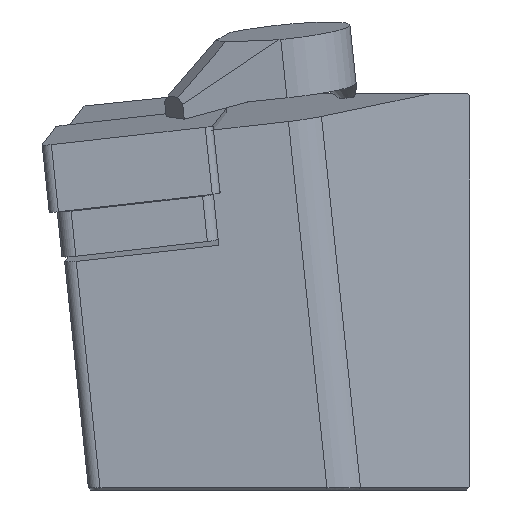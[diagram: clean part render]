
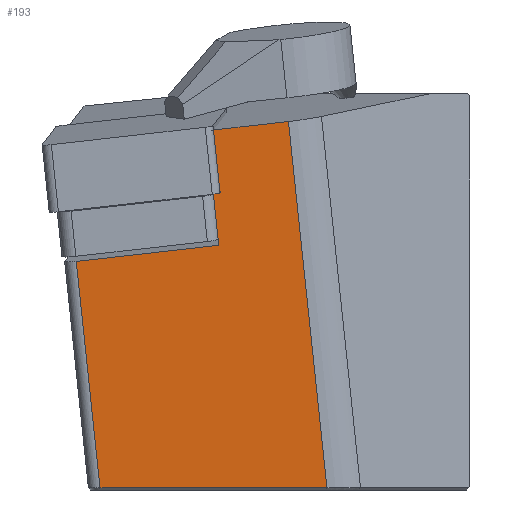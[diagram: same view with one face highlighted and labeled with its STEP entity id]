
A CAD part, left-side view. The second image highlights one B-rep face of the part: STEP entity #193.
In plain terms, the highlighted planar face has unit normal (-0.992, -0.087, -0.096).
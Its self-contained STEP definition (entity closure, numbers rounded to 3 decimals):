
#91=FACE_OUTER_BOUND('',#327,.T.);
#193=ADVANCED_FACE('',(#91),#265,.F.);
#265=PLANE('',#1324);
#327=EDGE_LOOP('',(#448,#449,#450,#451,#452,#453));
#448=ORIENTED_EDGE('',*,*,#882,.F.);
#449=ORIENTED_EDGE('',*,*,#875,.T.);
#450=ORIENTED_EDGE('',*,*,#915,.F.);
#451=ORIENTED_EDGE('',*,*,#911,.T.);
#452=ORIENTED_EDGE('',*,*,#916,.T.);
#453=ORIENTED_EDGE('',*,*,#917,.T.);
#762=VERTEX_POINT('',#1769);
#763=VERTEX_POINT('',#1770);
#768=VERTEX_POINT('',#1783);
#791=VERTEX_POINT('',#1840);
#792=VERTEX_POINT('',#1841);
#795=VERTEX_POINT('',#1853);
#875=EDGE_CURVE('',#762,#763,#1056,.T.);
#882=EDGE_CURVE('',#762,#768,#1063,.T.);
#911=EDGE_CURVE('',#791,#792,#1088,.T.);
#915=EDGE_CURVE('',#791,#763,#1090,.T.);
#916=EDGE_CURVE('',#792,#795,#1091,.T.);
#917=EDGE_CURVE('',#795,#768,#1092,.T.);
#1056=LINE('',#1768,#1187);
#1063=LINE('',#1782,#1194);
#1088=LINE('',#1839,#1219);
#1090=LINE('',#1851,#1221);
#1091=LINE('',#1852,#1222);
#1092=LINE('',#1854,#1223);
#1187=VECTOR('',#1425,1.);
#1194=VECTOR('',#1434,1.);
#1219=VECTOR('',#1477,1.);
#1221=VECTOR('',#1483,1.);
#1222=VECTOR('',#1484,1.);
#1223=VECTOR('',#1485,1.);
#1324=AXIS2_PLACEMENT_3D('',#1855,#1486,#1487);
#1425=DIRECTION('',(0.105,-0.104,-0.989));
#1434=DIRECTION('',(0.076,-0.991,0.112));
#1477=DIRECTION('',(0.105,-0.104,-0.989));
#1483=DIRECTION('',(0.076,-0.991,0.112));
#1484=DIRECTION('',(0.087,-0.996,0.));
#1485=DIRECTION('',(-0.105,0.104,0.989));
#1486=DIRECTION('',(0.992,0.087,0.096));
#1487=DIRECTION('',(0.096,0.,-0.995));
#1768=CARTESIAN_POINT('',(1.609,-6.999,5.68));
#1769=CARTESIAN_POINT('',(2.047,-7.435,1.535));
#1770=CARTESIAN_POINT('',(3.177,-8.559,-9.157));
#1782=CARTESIAN_POINT('',(3.869,-31.225,4.228));
#1783=CARTESIAN_POINT('',(2.631,-15.061,2.399));
#1839=CARTESIAN_POINT('',(5.178,1.745,-39.237));
#1840=CARTESIAN_POINT('',(2.158,4.748,-10.663));
#1841=CARTESIAN_POINT('',(4.39,2.529,-31.779));
#1851=CARTESIAN_POINT('',(2.158,4.748,-10.663));
#1852=CARTESIAN_POINT('',(4.464,1.682,-31.779));
#1853=CARTESIAN_POINT('',(6.243,-18.653,-31.779));
#1854=CARTESIAN_POINT('',(6.781,-19.188,-36.868));
#1855=CARTESIAN_POINT('',(5.178,1.745,-39.237));
